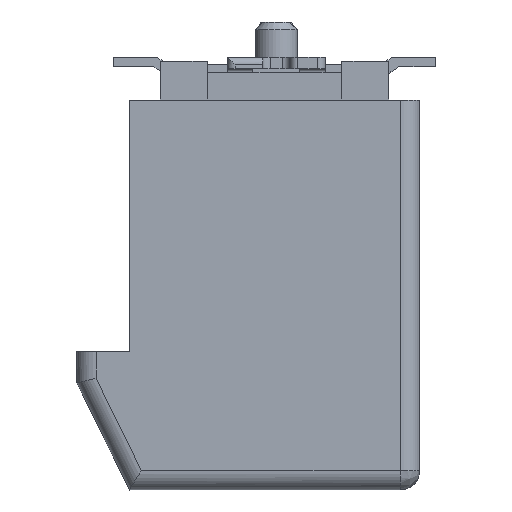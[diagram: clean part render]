
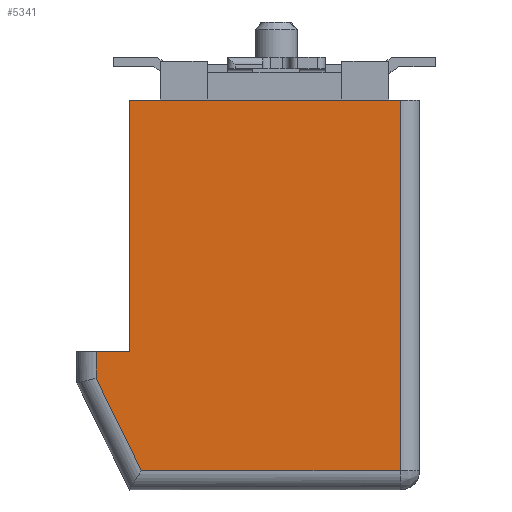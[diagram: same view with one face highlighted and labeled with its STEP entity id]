
A CAD part, front view. The second image highlights one B-rep face of the part: STEP entity #5341.
In plain terms, the highlighted planar face has unit normal (0, -1, 0).
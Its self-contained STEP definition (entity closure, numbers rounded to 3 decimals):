
#155 = DIRECTION ( 'NONE',  ( 1., 0., 0. ) ) ;
#156 = CARTESIAN_POINT ( 'NONE',  ( 0.675, 0., 5.125 ) ) ;
#262 = CARTESIAN_POINT ( 'NONE',  ( 3.9, 0., -4.565 ) ) ;
#273 = DIRECTION ( 'NONE',  ( 0., 0., -1. ) ) ;
#701 = CARTESIAN_POINT ( 'NONE',  ( -3.9, 0., -2.009 ) ) ;
#729 = CARTESIAN_POINT ( 'NONE',  ( -2.738, 0., -4.375 ) ) ;
#732 = CARTESIAN_POINT ( 'NONE',  ( -3.05, 0., 5.125 ) ) ;
#742 = CARTESIAN_POINT ( 'NONE',  ( 3.9, 0., -4.375 ) ) ;
#2733 = DIRECTION ( 'NONE',  ( 1., 0., 0. ) ) ;
#2752 = CARTESIAN_POINT ( 'NONE',  ( -3.725, 0., -1.325 ) ) ;
#3312 = LINE ( 'NONE', #2752, #3349 ) ;
#3349 = VECTOR ( 'NONE', #2733, 1000. ) ;
#5058 = VERTEX_POINT ( 'NONE', #16287 ) ;
#5071 = VERTEX_POINT ( 'NONE', #16308 ) ;
#5341 = ADVANCED_FACE ( '8971', ( #9625 ), #10416, .F. ) ;
#6709 = CARTESIAN_POINT ( 'NONE',  ( -3.9, 0., 0.375 ) ) ;
#6714 = DIRECTION ( 'NONE',  ( 0., 0., 1. ) ) ;
#6751 = DIRECTION ( 'NONE',  ( -0.441, 0., 0.898 ) ) ;
#6761 = CARTESIAN_POINT ( 'NONE',  ( -2.738, 0., -4.375 ) ) ;
#6787 = DIRECTION ( 'NONE',  ( -1., 0., 0. ) ) ;
#6813 = CARTESIAN_POINT ( 'NONE',  ( 0., 0., -4.375 ) ) ;
#6919 = CARTESIAN_POINT ( 'NONE',  ( -3.05, 0., 0.375 ) ) ;
#6925 = DIRECTION ( 'NONE',  ( 0., 0., 1. ) ) ;
#7557 = LINE ( 'NONE', #156, #7562 ) ;
#7562 = VECTOR ( 'NONE', #155, 1000. ) ;
#7704 = LINE ( 'NONE', #262, #7705 ) ;
#7705 = VECTOR ( 'NONE', #273, 1000. ) ;
#9625 = FACE_OUTER_BOUND ( 'NONE', #13741, .T. ) ;
#10416 = PLANE ( 'NONE',  #19043 ) ;
#10421 = DIRECTION ( 'NONE',  ( 0., 1., 0. ) ) ;
#10423 = CARTESIAN_POINT ( 'NONE',  ( 0., 0., 0.375 ) ) ;
#10440 = DIRECTION ( 'NONE',  ( 0., 0., 1. ) ) ;
#13144 = LINE ( 'NONE', #6709, #13145 ) ;
#13145 = VECTOR ( 'NONE', #6714, 1000. ) ;
#13186 = VECTOR ( 'NONE', #6751, 1000. ) ;
#13233 = LINE ( 'NONE', #6761, #13186 ) ;
#13245 = VECTOR ( 'NONE', #6787, 1000. ) ;
#13295 = LINE ( 'NONE', #6813, #13245 ) ;
#13322 = LINE ( 'NONE', #6919, #13323 ) ;
#13323 = VECTOR ( 'NONE', #6925, 1000. ) ;
#13741 = EDGE_LOOP ( 'NONE', ( #20283, #20228, #20253, #20292, #20285, #20220, #20237 ) ) ;
#15297 = CARTESIAN_POINT ( 'NONE',  ( 3.9, 0., 5.125 ) ) ;
#16090 = VERTEX_POINT ( 'NONE', #15297 ) ;
#16287 = CARTESIAN_POINT ( 'NONE',  ( -3.05, 0., -1.325 ) ) ;
#16308 = CARTESIAN_POINT ( 'NONE',  ( -3.9, 0., -1.325 ) ) ;
#18298 = EDGE_CURVE ( 'NONE', #20456, #5071, #13144, .T. ) ;
#18323 = EDGE_CURVE ( 'NONE', #20457, #20456, #13233, .T. ) ;
#18342 = EDGE_CURVE ( 'NONE', #20458, #20457, #13295, .T. ) ;
#18400 = EDGE_CURVE ( 'NONE', #5058, #20484, #13322, .T. ) ;
#18685 = EDGE_CURVE ( 'NONE', #20484, #16090, #7557, .T. ) ;
#18736 = EDGE_CURVE ( 'NONE', #16090, #20458, #7704, .T. ) ;
#19043 = AXIS2_PLACEMENT_3D ( 'NONE', #10423, #10421, #10440 ) ;
#20220 = ORIENTED_EDGE ( 'NONE', *, *, #18298, .F. ) ;
#20228 = ORIENTED_EDGE ( 'NONE', *, *, #18736, .F. ) ;
#20237 = ORIENTED_EDGE ( 'NONE', *, *, #18323, .F. ) ;
#20253 = ORIENTED_EDGE ( 'NONE', *, *, #18685, .F. ) ;
#20283 = ORIENTED_EDGE ( 'NONE', *, *, #18342, .F. ) ;
#20285 = ORIENTED_EDGE ( 'NONE', *, *, #21250, .F. ) ;
#20292 = ORIENTED_EDGE ( 'NONE', *, *, #18400, .F. ) ;
#20456 = VERTEX_POINT ( 'NONE', #701 ) ;
#20457 = VERTEX_POINT ( 'NONE', #729 ) ;
#20458 = VERTEX_POINT ( 'NONE', #742 ) ;
#20484 = VERTEX_POINT ( 'NONE', #732 ) ;
#21250 = EDGE_CURVE ( 'NONE', #5071, #5058, #3312, .T. ) ;
